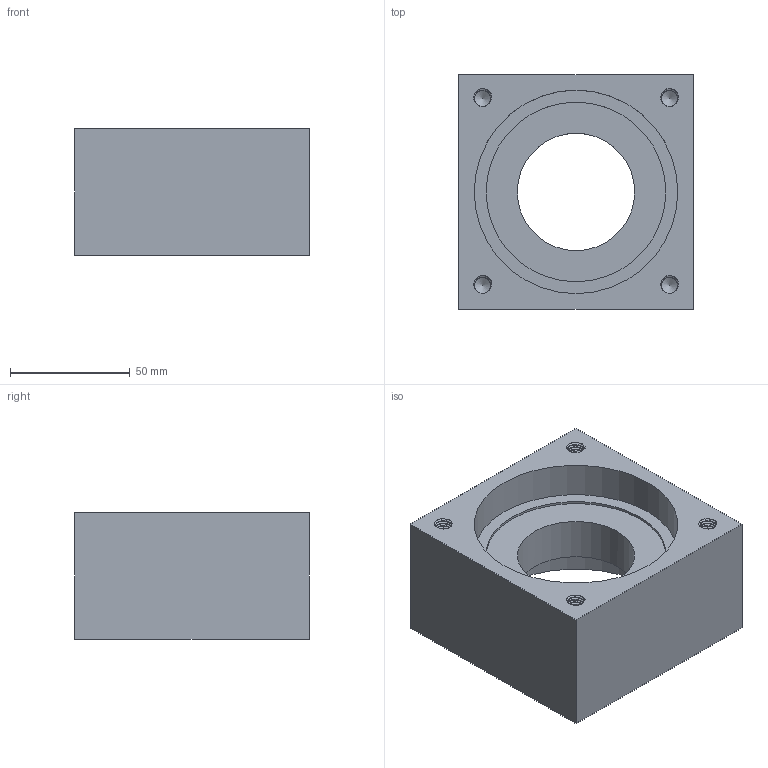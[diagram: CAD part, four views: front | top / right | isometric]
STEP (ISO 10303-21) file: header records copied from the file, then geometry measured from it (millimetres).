
FILE_DESCRIPTION(/* description */ (''),/* implementation_level */ '2;1');
FILE_NAME(/* name */ '1x bloc alu 92mm.step',/* time_stamp */ '2024-03-07T10:13:15+01:00',/* author */ (''),/* organization */ (''),/* preprocessor_version */ 'ST-DEVELOPER v20',/* originating_system */ 'Autodesk Translation Framework v12.20.1.177',/* authorisation */ '');
FILE_SCHEMA (('AUTOMOTIVE_DESIGN { 1 0 10303 214 3 1 1 }'));
Length unit declared in the file: millimetre
Products named in the file (1): FusionComponent
Bounding box: 98 x 98 x 53 mm (x, y, z)
Volume: 271316.8 mm3; surface area: 54120 mm2
Topology: 1 solids, 1 shells, 305 faces, 875 edges, 578 vertices
Faces by surface type: cylinder 253, plane 28, bspline 16, cone 8
Full cylindrical faces by diameter (mm): 6.779 x56, 8.17 x28, 49 x1, 75 x2, 85 x2
Entity records: 24820 total; most frequent: CARTESIAN_POINT 17831, ORIENTED_EDGE 1734, DIRECTION 1009, EDGE_CURVE 867, VERTEX_POINT 578, B_SPLINE_CURVE_WITH_KNOTS 512, AXIS2_PLACEMENT_3D 364, EDGE_LOOP 321
